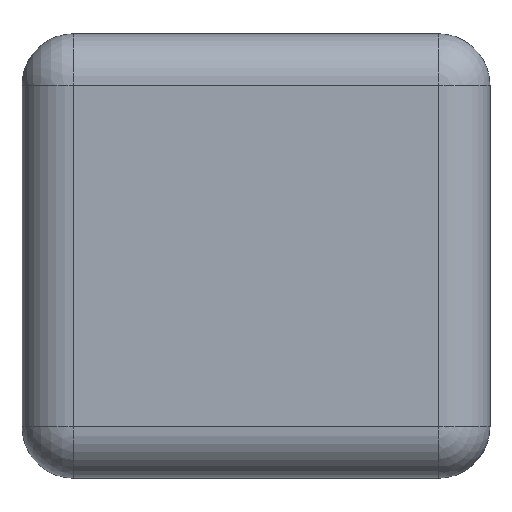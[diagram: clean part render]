
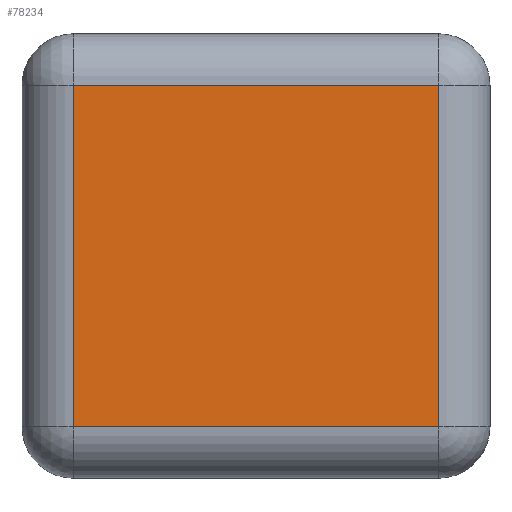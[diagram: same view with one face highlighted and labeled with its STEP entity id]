
A CAD part, front view. The second image highlights one B-rep face of the part: STEP entity #78234.
In plain terms, the highlighted planar face has unit normal (0, -1, 0).
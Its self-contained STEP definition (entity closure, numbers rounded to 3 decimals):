
#1277 = VERTEX_POINT ( 'NONE', #6889 ) ;
#1305 = CARTESIAN_POINT ( 'NONE',  ( -283.679, -640.551, 265.352 ) ) ;
#1864 = VECTOR ( 'NONE', #23318, 1000. ) ;
#3995 = VECTOR ( 'NONE', #4498, 1000. ) ;
#4498 = DIRECTION ( 'NONE',  ( 1., 0., 0. ) ) ;
#6889 = CARTESIAN_POINT ( 'NONE',  ( 283.679, -640.551, 265.352 ) ) ;
#13683 = DIRECTION ( 'NONE',  ( 0., -1., 0. ) ) ;
#14947 = CARTESIAN_POINT ( 'NONE',  ( 283.679, -640.551, -265.352 ) ) ;
#19058 = EDGE_CURVE ( 'NONE', #26660, #1277, #55829, .T. ) ;
#23318 = DIRECTION ( 'NONE',  ( -1., 0., 0. ) ) ;
#26660 = VERTEX_POINT ( 'NONE', #14947 ) ;
#27247 = VECTOR ( 'NONE', #43841, 1000. ) ;
#28119 = ORIENTED_EDGE ( 'NONE', *, *, #19058, .T. ) ;
#29523 = AXIS2_PLACEMENT_3D ( 'NONE', #38082, #13683, #62484 ) ;
#30457 = ORIENTED_EDGE ( 'NONE', *, *, #39479, .T. ) ;
#38082 = CARTESIAN_POINT ( 'NONE',  ( 0., -640.551, 0. ) ) ;
#39479 = EDGE_CURVE ( 'NONE', #71428, #26660, #46876, .T. ) ;
#42911 = PLANE ( 'NONE',  #29523 ) ;
#43841 = DIRECTION ( 'NONE',  ( 0., 0., 1. ) ) ;
#46876 = LINE ( 'NONE', #48055, #3995 ) ;
#48055 = CARTESIAN_POINT ( 'NONE',  ( 0., -640.551, -265.352 ) ) ;
#49439 = CARTESIAN_POINT ( 'NONE',  ( 283.679, -640.551, 0. ) ) ;
#49761 = EDGE_CURVE ( 'NONE', #1277, #57493, #53298, .T. ) ;
#50415 = CARTESIAN_POINT ( 'NONE',  ( -283.679, -640.551, 0. ) ) ;
#51709 = ORIENTED_EDGE ( 'NONE', *, *, #55337, .T. ) ;
#53298 = LINE ( 'NONE', #63453, #1864 ) ;
#55337 = EDGE_CURVE ( 'NONE', #57493, #71428, #56408, .T. ) ;
#55829 = LINE ( 'NONE', #49439, #27247 ) ;
#56408 = LINE ( 'NONE', #50415, #74351 ) ;
#57493 = VERTEX_POINT ( 'NONE', #1305 ) ;
#61166 = EDGE_LOOP ( 'NONE', ( #61212, #51709, #30457, #28119 ) ) ;
#61212 = ORIENTED_EDGE ( 'NONE', *, *, #49761, .T. ) ;
#62484 = DIRECTION ( 'NONE',  ( 0., 0., -1. ) ) ;
#62514 = CARTESIAN_POINT ( 'NONE',  ( -283.679, -640.551, -265.352 ) ) ;
#63453 = CARTESIAN_POINT ( 'NONE',  ( 0., -640.551, 265.352 ) ) ;
#66865 = DIRECTION ( 'NONE',  ( 0., 0., -1. ) ) ;
#68482 = FACE_OUTER_BOUND ( 'NONE', #61166, .T. ) ;
#71428 = VERTEX_POINT ( 'NONE', #62514 ) ;
#74351 = VECTOR ( 'NONE', #66865, 1000. ) ;
#78234 = ADVANCED_FACE ( 'NONE', ( #68482 ), #42911, .T. ) ;
